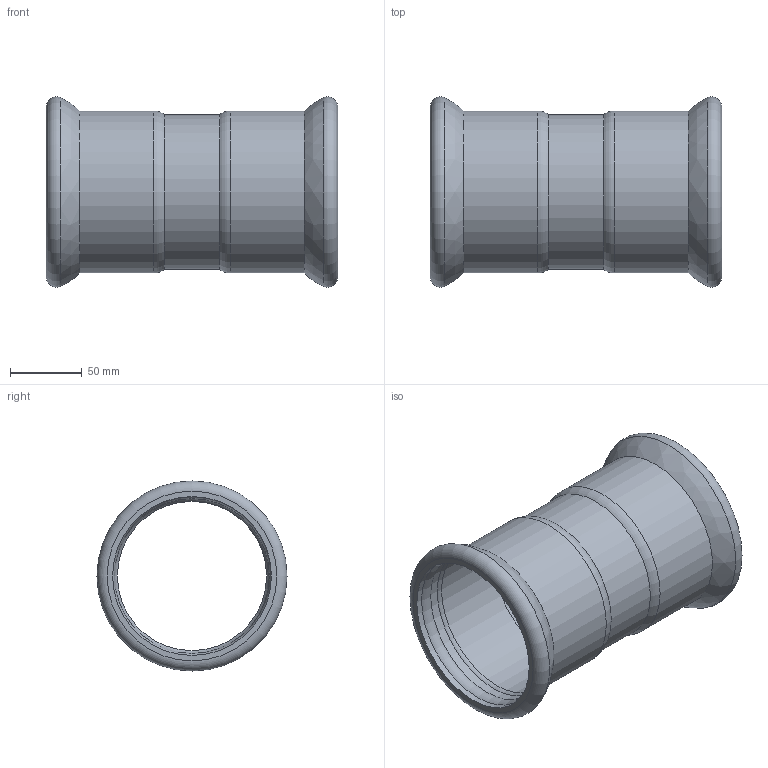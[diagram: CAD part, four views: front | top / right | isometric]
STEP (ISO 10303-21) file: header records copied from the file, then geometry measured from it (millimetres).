
FILE_DESCRIPTION(/* description */ ('Manicotto con battuta de108'),/* implementation_level */ '2;1');
FILE_NAME(/* name */ '183108000_Inoxpres.stp',/* time_stamp */ '2022-10-11T11:00:31+02:00',/* author */ ('Vault'),/* organization */ ('Raccorderie metalliche s.p.a. '),/* preprocessor_version */ 'ST-DEVELOPER v18.1',/* originating_system */ 'Autodesk Inventor 2020',/* authorisation */ 'Raccorderie metalliche s.p.a. ');
FILE_SCHEMA (('AP203_CONFIGURATION_CONTROLLED_3D_DESIGN_OF_MECHANICAL_PARTS_AND_ASSEMBLIES_MIM_LF { 1 0 10303 203 3 1 4 }','AUTOMOTIVE_DESIGN { 1 0 10303 214 3 1 1 }'));
Length unit declared in the file: millimetre
Products named in the file (1): 183108000_Inoxpres
Bounding box: 203 x 132.47 x 132.47 mm (x, y, z)
Volume: 252313.3 mm3; surface area: 151606.5 mm2
Topology: 1 solids, 1 shells, 24 faces, 84 edges, 62 vertices
Faces by surface type: torus 10, cylinder 10, bspline 2, plane 2
Full cylindrical faces by diameter (mm): 104 x1, 108 x1, 108.8 x2, 110.7 x4, 112.8 x2
Entity records: 1075 total; most frequent: CARTESIAN_POINT 223, DIRECTION 204, ORIENTED_EDGE 168, AXIS2_PLACEMENT_3D 97, EDGE_CURVE 84, CIRCLE 74, VERTEX_POINT 62, EDGE_LOOP 26
